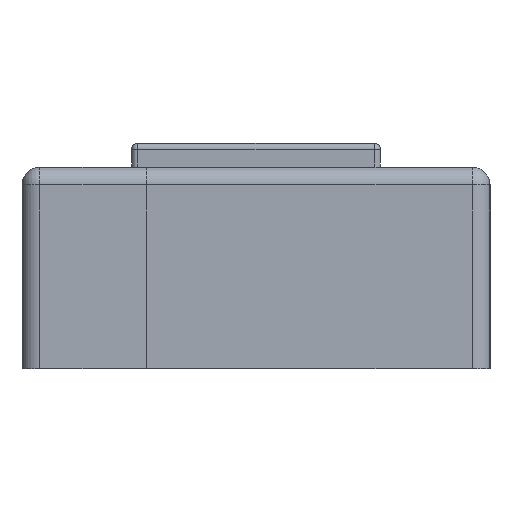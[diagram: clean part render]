
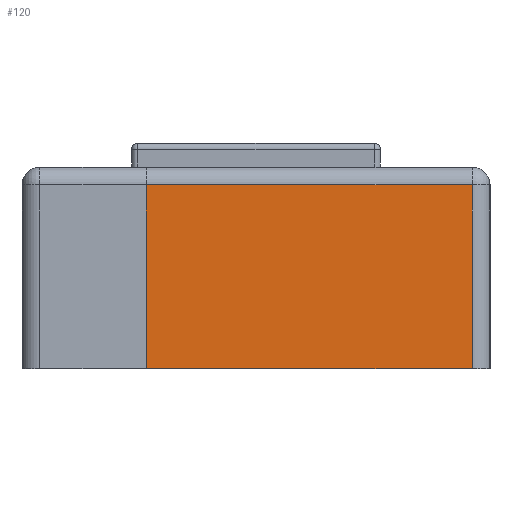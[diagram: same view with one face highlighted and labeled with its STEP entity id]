
A CAD part, left-side view. The second image highlights one B-rep face of the part: STEP entity #120.
In plain terms, the highlighted planar face has unit normal (-1, 0, 0).
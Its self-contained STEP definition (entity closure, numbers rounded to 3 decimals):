
#120=ADVANCED_FACE('NONE',(#414),#415,.F.);
#414=FACE_OUTER_BOUND('',#1007,.T.);
#415=PLANE('',#1008);
#1007=EDGE_LOOP('',(#1650,#1651,#1652,#1653));
#1008=AXIS2_PLACEMENT_3D('',#1654,#1655,#1656);
#1650=ORIENTED_EDGE('',*,*,#3797,.T.);
#1651=ORIENTED_EDGE('',*,*,#3798,.F.);
#1652=ORIENTED_EDGE('',*,*,#3799,.T.);
#1653=ORIENTED_EDGE('',*,*,#3800,.T.);
#1654=CARTESIAN_POINT('',(-49.15,19.75,8.5));
#1655=DIRECTION('',(1.0,-0.0,0.0));
#1656=DIRECTION('',(0.0,1.0,-0.0));
#3797=EDGE_CURVE('NONE',#4495,#4496,#4497,.T.);
#3798=EDGE_CURVE('NONE',#4498,#4496,#4499,.T.);
#3799=EDGE_CURVE('NONE',#4498,#4500,#4501,.T.);
#3800=EDGE_CURVE('NONE',#4500,#4495,#4502,.T.);
#4495=VERTEX_POINT('NONE',#5593);
#4496=VERTEX_POINT('NONE',#5594);
#4497=LINE('',#5595,#5596);
#4498=VERTEX_POINT('NONE',#5597);
#4499=LINE('',#5598,#5599);
#4500=VERTEX_POINT('NONE',#5600);
#4501=LINE('',#5601,#5602);
#4502=LINE('',#5603,#5604);
#5593=CARTESIAN_POINT('',(-49.15,-18.25,7.0));
#5594=CARTESIAN_POINT('',(-49.15,9.245,7.0));
#5595=CARTESIAN_POINT('',(-49.15,19.75,7.0));
#5596=VECTOR('',#7335,1000.0);
#5597=CARTESIAN_POINT('',(-49.15,9.245,-8.5));
#5598=CARTESIAN_POINT('',(-49.15,9.245,-8.5));
#5599=VECTOR('',#7336,1000.0);
#5600=CARTESIAN_POINT('',(-49.15,-18.25,-8.5));
#5601=CARTESIAN_POINT('',(-49.15,19.75,-8.5));
#5602=VECTOR('',#7337,1000.0);
#5603=CARTESIAN_POINT('',(-49.15,-18.25,8.5));
#5604=VECTOR('',#7338,1000.0);
#7335=DIRECTION('',(-0.0,1.0,-0.0));
#7336=DIRECTION('',(-0.0,-0.0,1.0));
#7337=DIRECTION('',(0.0,-1.0,0.0));
#7338=DIRECTION('',(-0.0,-0.0,1.0));
